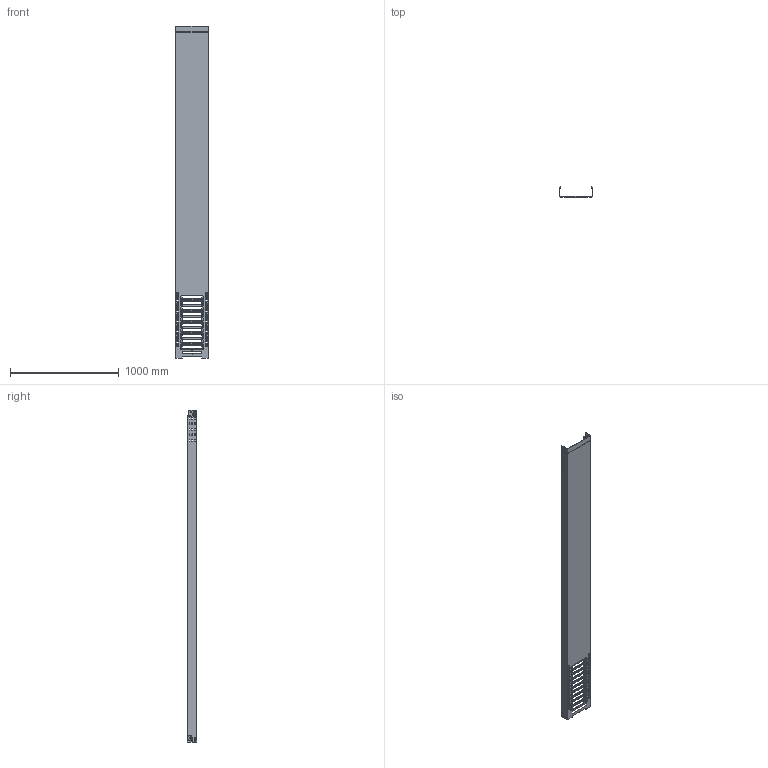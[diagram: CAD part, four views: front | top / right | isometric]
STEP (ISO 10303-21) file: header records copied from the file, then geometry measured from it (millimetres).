
FILE_DESCRIPTION (( 'STEP AP214' ), '1' );
FILE_NAME ('6059536.STEP', '2025-09-08T13:01:26', ( '' ), ( '' ), 'SwSTEP 2.0', 'SolidWorks 2024', '' );
FILE_SCHEMA (( 'AUTOMOTIVE_DESIGN' ));
Length unit declared in the file: millimetre
Products named in the file (1): 6059536
Bounding box: 304.5 x 88.5 x 3050 mm (x, y, z)
Volume: 2159225.5 mm3; surface area: 2909870.3 mm2
Topology: 1 solids, 1 shells, 2015 faces, 5127 edges, 3154 vertices
Faces by surface type: cylinder 802, plane 619, torus 384, cone 186, bspline 20, sphere 4
Entity records: 61778 total; most frequent: DIRECTION 11461, CARTESIAN_POINT 11039, ORIENTED_EDGE 10254, EDGE_CURVE 5127, AXIS2_PLACEMENT_3D 4392, VERTEX_POINT 3154, LINE 2677, VECTOR 2677
